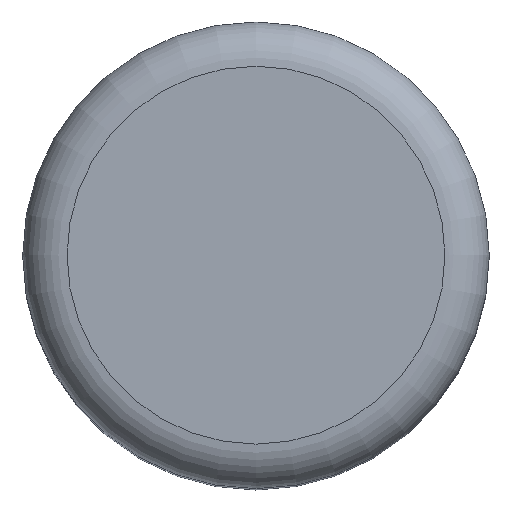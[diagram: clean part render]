
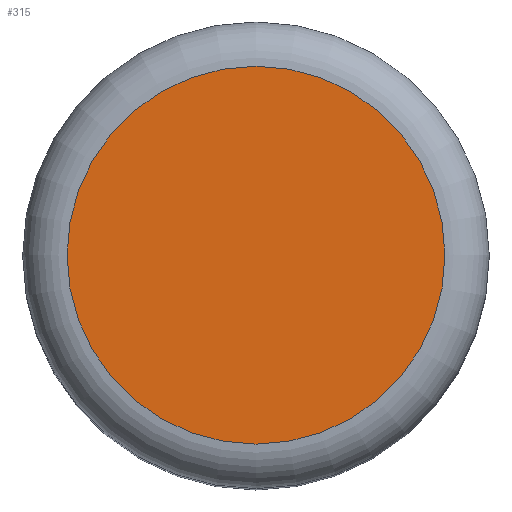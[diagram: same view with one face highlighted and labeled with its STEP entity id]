
A CAD part, top view. The second image highlights one B-rep face of the part: STEP entity #315.
In plain terms, the highlighted planar face has unit normal (0, 0, 1).
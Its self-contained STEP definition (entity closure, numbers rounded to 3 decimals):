
#64=PLANE($,#364);
#96=FACE_OUTER_BOUND($,#127,.T.);
#127=EDGE_LOOP($,(#278));
#150=CIRCLE($,#361,21.3);
#177=VERTEX_POINT($,#549);
#212=EDGE_CURVE($,#177,#177,#150,.T.);
#278=ORIENTED_EDGE($,*,*,#212,.F.);
#315=ADVANCED_FACE($,(#96),#64,.T.);
#361=AXIS2_PLACEMENT_3D($,#550,#453,#454);
#364=AXIS2_PLACEMENT_3D($,#554,#459,#460);
#453=DIRECTION('center_axis',(0.,0.,-1.));
#454=DIRECTION('ref_axis',(-1.,0.,0.));
#459=DIRECTION('center_axis',(0.,0.,1.));
#460=DIRECTION('ref_axis',(1.,0.,0.));
#549=CARTESIAN_POINT('',(21.3,0.,103.4));
#550=CARTESIAN_POINT('Origin',(0.,0.,
103.4));
#554=CARTESIAN_POINT('Origin',(0.,0.,
103.4));
